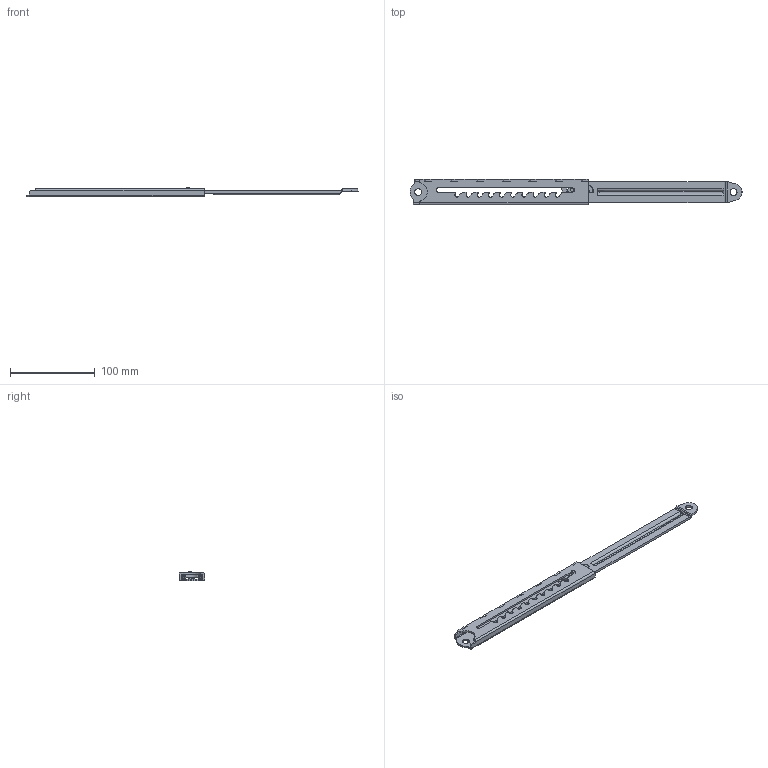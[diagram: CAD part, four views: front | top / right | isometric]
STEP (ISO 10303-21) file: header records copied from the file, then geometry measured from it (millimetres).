
FILE_DESCRIPTION (( 'STEP AP214' ), '1' );
FILE_NAME ('10 open position.STEP', '2015-08-17T10:58:10', ( '' ), ( '' ), 'SwSTEP 2.0', 'SolidWorks 2015', '' );
FILE_SCHEMA (( 'AUTOMOTIVE_DESIGN' ));
Length unit declared in the file: millimetre
Products named in the file (1): 10 open position
Bounding box: 392.79 x 30 x 11.38 mm (x, y, z)
Volume: 38874.4 mm3; surface area: 38697 mm2
Topology: 4 solids, 4 shells, 327 faces, 961 edges, 632 vertices
Faces by surface type: plane 184, cylinder 132, bspline 11
Entity records: 12111 total; most frequent: CARTESIAN_POINT 3168, ORIENTED_EDGE 1922, DIRECTION 1816, EDGE_CURVE 961, VECTOR 670, LINE 670, VERTEX_POINT 632, AXIS2_PLACEMENT_3D 573
